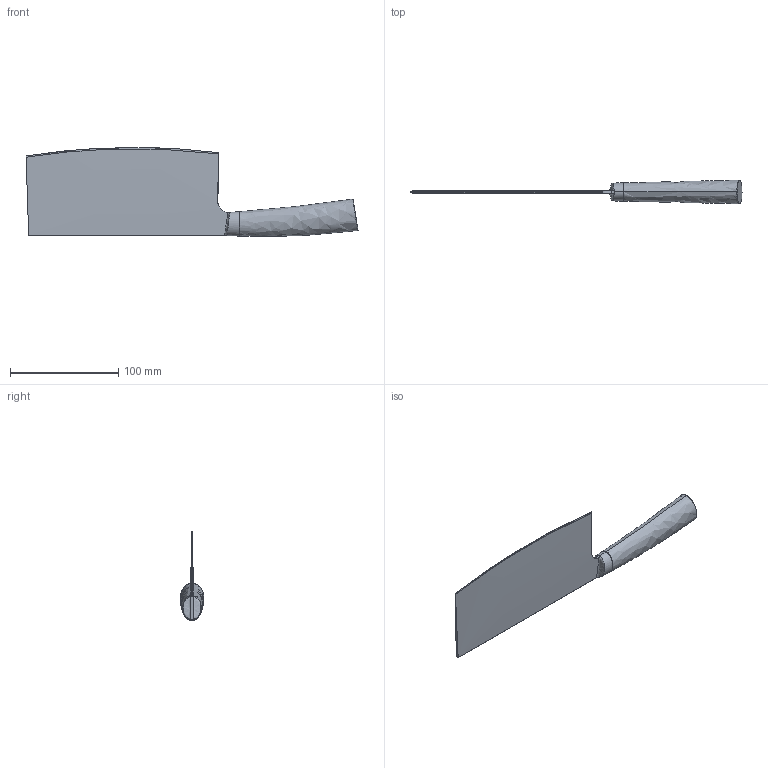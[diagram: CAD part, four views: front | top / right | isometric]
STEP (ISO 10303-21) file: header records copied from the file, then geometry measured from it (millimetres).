
FILE_DESCRIPTION(('Open CASCADE Model'),'2;1');
FILE_NAME('Open CASCADE Shape Model','2024-04-16T10:33:44',('Author'),( 'Open CASCADE'),'Open CASCADE STEP processor 7.5','Open CASCADE 7.5' ,'Unknown');
FILE_SCHEMA(('AUTOMOTIVE_DESIGN { 1 0 10303 214 1 1 1 1 }'));
Length unit declared in the file: metre
Products named in the file (2): Open CASCADE STEP translator 7.5 2; Open CASCADE STEP translator 7.5 2.1
Assembly tree (1 placements, depth 2):
  Open CASCADE STEP translator 7.5 2
    Open CASCADE STEP translator 7.5 2.1
Bounding box: 306.21 x 22.1 x 82.07 mm (x, y, z)
Surface area: 38713.7 mm2 (no closed solid volume)
Topology: 0 solids, 2 shells, 40 faces, 105 edges, 64 vertices
Faces by surface type: bspline 33, plane 6, cylinder 1
Entity records: 12138 total; most frequent: CARTESIAN_POINT 10765, B_SPLINE_CURVE_WITH_KNOTS 259, ORIENTED_EDGE 196, PCURVE 194, DEFINITIONAL_REPRESENTATION 194, EDGE_CURVE 97, SURFACE_CURVE 97, VERTEX_POINT 62
